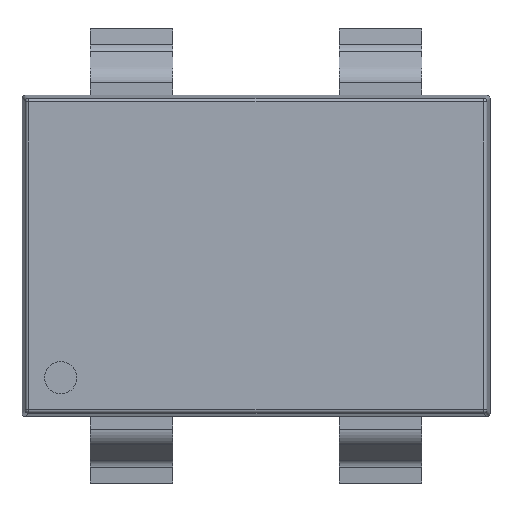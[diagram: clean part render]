
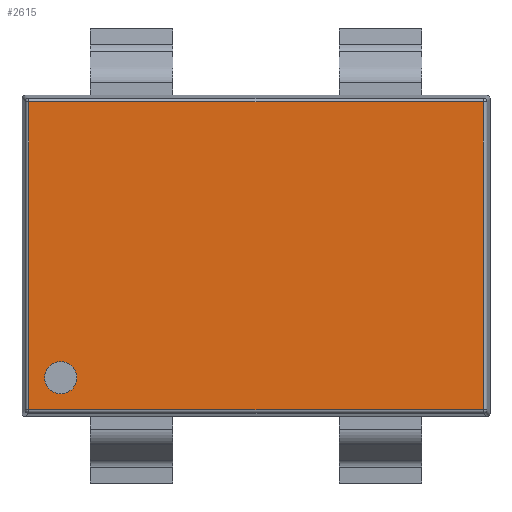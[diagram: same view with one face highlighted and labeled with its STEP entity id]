
A CAD part, top view. The second image highlights one B-rep face of the part: STEP entity #2615.
In plain terms, the highlighted planar face has unit normal (0, 0, 1).
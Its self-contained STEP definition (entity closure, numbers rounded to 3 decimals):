
#36 = ORIENTED_EDGE ( 'NONE', *, *, #2968, .T. ) ;
#59 = ORIENTED_EDGE ( 'NONE', *, *, #3929, .T. ) ;
#68 = DIRECTION ( 'NONE',  ( 1., 0., 0. ) ) ;
#110 = CARTESIAN_POINT ( 'NONE',  ( -4.956, -3.356, 0.85 ) ) ;
#260 = CARTESIAN_POINT ( 'NONE',  ( -4.956, 3.356, 0.85 ) ) ;
#332 = AXIS2_PLACEMENT_3D ( 'NONE', #1860, #3699, #68 ) ;
#660 = DIRECTION ( 'NONE',  ( 0., 1., 0. ) ) ;
#674 = FACE_OUTER_BOUND ( 'NONE', #2267, .T. ) ;
#689 = EDGE_LOOP ( 'NONE', ( #3873, #1992 ) ) ;
#725 = PLANE ( 'NONE',  #3526 ) ;
#910 = VERTEX_POINT ( 'NONE', #260 ) ;
#1054 = LINE ( 'NONE', #3702, #2310 ) ;
#1300 = DIRECTION ( 'NONE',  ( 0., 0., 1. ) ) ;
#1499 = CARTESIAN_POINT ( 'NONE',  ( -4.956, -3.424, 0.85 ) ) ;
#1502 = VECTOR ( 'NONE', #3709, 1000. ) ;
#1611 = EDGE_CURVE ( 'NONE', #910, #3602, #3811, .T. ) ;
#1641 = EDGE_CURVE ( 'NONE', #3757, #2973, #1054, .T. ) ;
#1746 = LINE ( 'NONE', #2325, #2256 ) ;
#1860 = CARTESIAN_POINT ( 'NONE',  ( -4.256, -2.656, 0.85 ) ) ;
#1873 = CARTESIAN_POINT ( 'NONE',  ( -5.024, 3.356, 0.85 ) ) ;
#1992 = ORIENTED_EDGE ( 'NONE', *, *, #3540, .F. ) ;
#2131 = AXIS2_PLACEMENT_3D ( 'NONE', #3596, #3262, #3865 ) ;
#2180 = CARTESIAN_POINT ( 'NONE',  ( -4.606, -2.656, 0.85 ) ) ;
#2256 = VECTOR ( 'NONE', #2974, 1000. ) ;
#2267 = EDGE_LOOP ( 'NONE', ( #59, #2336, #36, #2559 ) ) ;
#2310 = VECTOR ( 'NONE', #660, 1000. ) ;
#2325 = CARTESIAN_POINT ( 'NONE',  ( 5.024, -3.356, 0.85 ) ) ;
#2336 = ORIENTED_EDGE ( 'NONE', *, *, #1611, .T. ) ;
#2365 = DIRECTION ( 'NONE',  ( 0., -1., 0. ) ) ;
#2465 = LINE ( 'NONE', #1873, #1502 ) ;
#2559 = ORIENTED_EDGE ( 'NONE', *, *, #1641, .T. ) ;
#2580 = VECTOR ( 'NONE', #2365, 1000. ) ;
#2588 = CARTESIAN_POINT ( 'NONE',  ( 0., 0., 0.85 ) ) ;
#2615 = ADVANCED_FACE ( 'NONE', ( #3751, #674 ), #725, .T. ) ;
#2945 = CARTESIAN_POINT ( 'NONE',  ( 4.956, -3.356, 0.85 ) ) ;
#2948 = EDGE_CURVE ( 'NONE', #3336, #3524, #3874, .T. ) ;
#2968 = EDGE_CURVE ( 'NONE', #3602, #3757, #1746, .T. ) ;
#2973 = VERTEX_POINT ( 'NONE', #3556 ) ;
#2974 = DIRECTION ( 'NONE',  ( 1., 0., 0. ) ) ;
#3066 = CARTESIAN_POINT ( 'NONE',  ( -3.906, -2.656, 0.85 ) ) ;
#3170 = DIRECTION ( 'NONE',  ( 1., 0., 0. ) ) ;
#3262 = DIRECTION ( 'NONE',  ( 0., 0., 1. ) ) ;
#3336 = VERTEX_POINT ( 'NONE', #3066 ) ;
#3524 = VERTEX_POINT ( 'NONE', #2180 ) ;
#3526 = AXIS2_PLACEMENT_3D ( 'NONE', #2588, #1300, #3170 ) ;
#3540 = EDGE_CURVE ( 'NONE', #3524, #3336, #3876, .T. ) ;
#3556 = CARTESIAN_POINT ( 'NONE',  ( 4.956, 3.356, 0.85 ) ) ;
#3596 = CARTESIAN_POINT ( 'NONE',  ( -4.256, -2.656, 0.85 ) ) ;
#3602 = VERTEX_POINT ( 'NONE', #110 ) ;
#3699 = DIRECTION ( 'NONE',  ( 0., 0., 1. ) ) ;
#3702 = CARTESIAN_POINT ( 'NONE',  ( 4.956, 3.424, 0.85 ) ) ;
#3709 = DIRECTION ( 'NONE',  ( -1., 0., 0. ) ) ;
#3751 = FACE_BOUND ( 'NONE', #689, .T. ) ;
#3757 = VERTEX_POINT ( 'NONE', #2945 ) ;
#3811 = LINE ( 'NONE', #1499, #2580 ) ;
#3865 = DIRECTION ( 'NONE',  ( 1., 0., 0. ) ) ;
#3873 = ORIENTED_EDGE ( 'NONE', *, *, #2948, .F. ) ;
#3874 = CIRCLE ( 'NONE', #2131, 0.35 ) ;
#3876 = CIRCLE ( 'NONE', #332, 0.35 ) ;
#3929 = EDGE_CURVE ( 'NONE', #2973, #910, #2465, .T. ) ;
